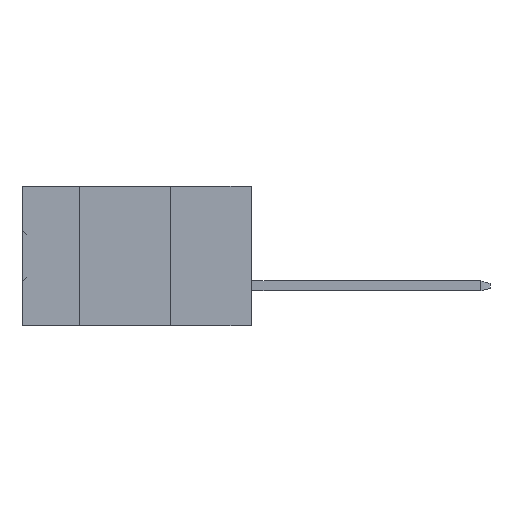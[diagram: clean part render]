
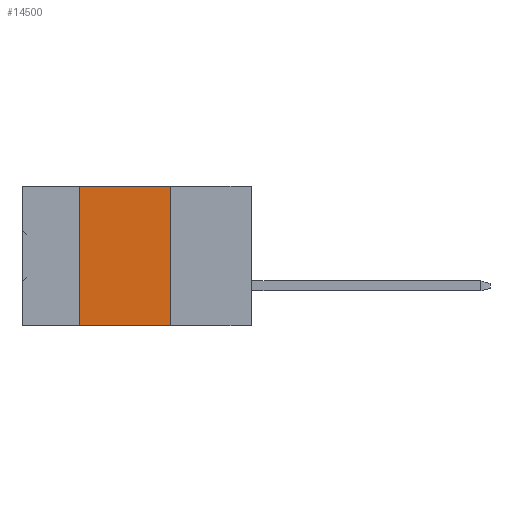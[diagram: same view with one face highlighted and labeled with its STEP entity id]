
A CAD part, left-side view. The second image highlights one B-rep face of the part: STEP entity #14500.
In plain terms, the highlighted planar face has unit normal (-1, 0, 0).
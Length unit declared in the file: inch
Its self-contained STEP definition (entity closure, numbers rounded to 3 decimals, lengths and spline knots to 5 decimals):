
#256 = EDGE_CURVE ( 'NONE', #24493, #26004, #7543, .T. ) ;
#337 = ORIENTED_EDGE ( 'NONE', *, *, #23735, .T. ) ;
#498 = VECTOR ( 'NONE', #7781, 39.37008 ) ;
#592 = CARTESIAN_POINT ( 'NONE',  ( 0., 0.72, 0. ) ) ;
#2853 = CARTESIAN_POINT ( 'NONE',  ( 0., 0.254, 0. ) ) ;
#3957 = FACE_OUTER_BOUND ( 'NONE', #24468, .T. ) ;
#6075 = VERTEX_POINT ( 'NONE', #31062 ) ;
#7122 = AXIS2_PLACEMENT_3D ( 'NONE', #16643, #26088, #9232 ) ;
#7543 = LINE ( 'NONE', #9955, #30000 ) ;
#7616 = VECTOR ( 'NONE', #10368, 39.37008 ) ;
#7781 = DIRECTION ( 'NONE',  ( 0., 0., -1. ) ) ;
#8524 = ORIENTED_EDGE ( 'NONE', *, *, #18253, .F. ) ;
#9232 = DIRECTION ( 'NONE',  ( 0., 0., -1. ) ) ;
#9955 = CARTESIAN_POINT ( 'NONE',  ( 0., 0.54, -0.437 ) ) ;
#10368 = DIRECTION ( 'NONE',  ( 0., -1., 0. ) ) ;
#13344 = ORIENTED_EDGE ( 'NONE', *, *, #256, .F. ) ;
#13449 = CARTESIAN_POINT ( 'NONE',  ( 0., 0.54, 0. ) ) ;
#13762 = PLANE ( 'NONE',  #7122 ) ;
#14500 = ADVANCED_FACE ( 'NONE', ( #3957 ), #13762, .F. ) ;
#14538 = EDGE_CURVE ( 'NONE', #19687, #6075, #17113, .T. ) ;
#15043 = CARTESIAN_POINT ( 'NONE',  ( 0., 0.254, -0.437 ) ) ;
#16643 = CARTESIAN_POINT ( 'NONE',  ( 0., 0.72, 0. ) ) ;
#17113 = LINE ( 'NONE', #15043, #498 ) ;
#18253 = EDGE_CURVE ( 'NONE', #26004, #19687, #20040, .T. ) ;
#19419 = CARTESIAN_POINT ( 'NONE',  ( 0., 0.54, -0.437 ) ) ;
#19687 = VERTEX_POINT ( 'NONE', #2853 ) ;
#20040 = LINE ( 'NONE', #592, #7616 ) ;
#20886 = ORIENTED_EDGE ( 'NONE', *, *, #14538, .F. ) ;
#22192 = DIRECTION ( 'NONE',  ( 0., 0., 1. ) ) ;
#22691 = VECTOR ( 'NONE', #25118, 39.37008 ) ;
#23295 = CARTESIAN_POINT ( 'NONE',  ( 0., 0.72, -0.437 ) ) ;
#23735 = EDGE_CURVE ( 'NONE', #24493, #6075, #28096, .T. ) ;
#24468 = EDGE_LOOP ( 'NONE', ( #20886, #8524, #13344, #337 ) ) ;
#24493 = VERTEX_POINT ( 'NONE', #19419 ) ;
#25118 = DIRECTION ( 'NONE',  ( 0., -1., 0. ) ) ;
#26004 = VERTEX_POINT ( 'NONE', #13449 ) ;
#26088 = DIRECTION ( 'NONE',  ( 1., 0., 0. ) ) ;
#28096 = LINE ( 'NONE', #23295, #22691 ) ;
#30000 = VECTOR ( 'NONE', #22192, 39.37008 ) ;
#31062 = CARTESIAN_POINT ( 'NONE',  ( 0., 0.254, -0.437 ) ) ;
